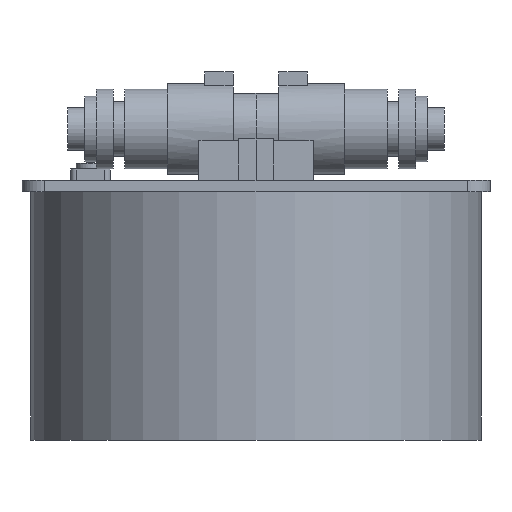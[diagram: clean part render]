
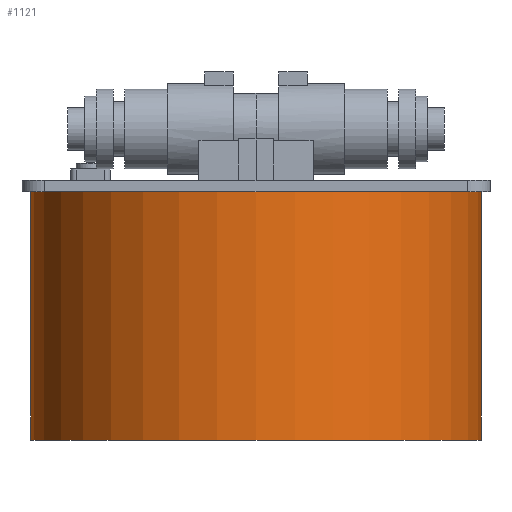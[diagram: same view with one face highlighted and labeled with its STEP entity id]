
A CAD part, left-side view. The second image highlights one B-rep face of the part: STEP entity #1121.
In plain terms, the highlighted cylindrical face has radius 39.5 mm (diameter 79 mm), a full revolution.
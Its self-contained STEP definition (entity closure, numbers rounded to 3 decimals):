
#186=FACE_OUTER_BOUND('',#262,.T.);
#262=EDGE_LOOP('',(#921,#922,#923,#924));
#342=LINE('',#1906,#432);
#432=VECTOR('',#1580,39.5);
#516=CIRCLE('',#1348,39.5);
#517=CIRCLE('',#1349,39.5);
#586=VERTEX_POINT('',#1903);
#587=VERTEX_POINT('',#1905);
#706=EDGE_CURVE('',#586,#586,#516,.T.);
#707=EDGE_CURVE('',#586,#587,#342,.T.);
#708=EDGE_CURVE('',#587,#587,#517,.T.);
#921=ORIENTED_EDGE('',*,*,#706,.F.);
#922=ORIENTED_EDGE('',*,*,#707,.T.);
#923=ORIENTED_EDGE('',*,*,#708,.F.);
#924=ORIENTED_EDGE('',*,*,#707,.F.);
#1084=CYLINDRICAL_SURFACE('',#1347,39.5);
#1121=ADVANCED_FACE('',(#186),#1084,.T.);
#1347=AXIS2_PLACEMENT_3D('',#1902,#1576,#1577);
#1348=AXIS2_PLACEMENT_3D('',#1904,#1578,#1579);
#1349=AXIS2_PLACEMENT_3D('',#1907,#1581,#1582);
#1576=DIRECTION('center_axis',(0.,0.,-1.));
#1577=DIRECTION('ref_axis',(1.,0.,0.));
#1578=DIRECTION('center_axis',(0.,0.,-1.));
#1579=DIRECTION('ref_axis',(1.,0.,0.));
#1580=DIRECTION('',(0.,0.,1.));
#1581=DIRECTION('center_axis',(0.,0.,1.));
#1582=DIRECTION('ref_axis',(1.,0.,0.));
#1902=CARTESIAN_POINT('Origin',(0.,0.,2.));
#1903=CARTESIAN_POINT('',(-39.5,0.,-43.5));
#1904=CARTESIAN_POINT('Origin',(0.,0.,-43.5));
#1905=CARTESIAN_POINT('',(-39.5,0.,2.));
#1906=CARTESIAN_POINT('',(-39.5,0.,2.));
#1907=CARTESIAN_POINT('Origin',(0.,0.,2.));
